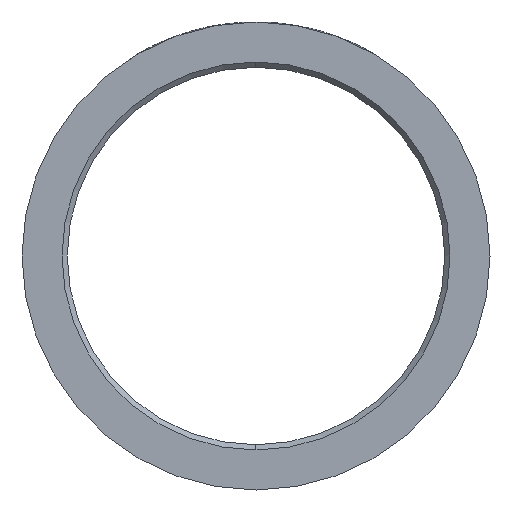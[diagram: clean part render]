
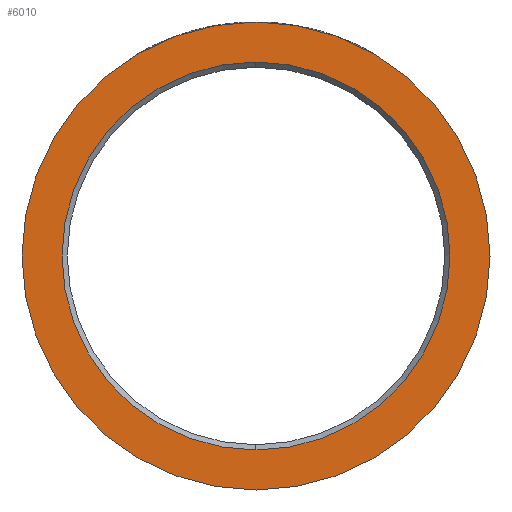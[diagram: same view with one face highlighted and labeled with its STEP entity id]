
A CAD part, left-side view. The second image highlights one B-rep face of the part: STEP entity #6010.
In plain terms, the highlighted planar face has unit normal (-1, 0, 0).
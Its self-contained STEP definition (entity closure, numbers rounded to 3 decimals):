
#213 = AXIS2_PLACEMENT_3D ( 'NONE', #15547, #15674, #10487 ) ;
#806 = CARTESIAN_POINT ( 'NONE',  ( -70., 0., 0. ) ) ;
#1143 = CIRCLE ( 'NONE', #213, 13.45 ) ;
#1156 = CIRCLE ( 'NONE', #3823, 11.15 ) ;
#1197 = DIRECTION ( 'NONE',  ( 0., 0., 1. ) ) ;
#1252 = CARTESIAN_POINT ( 'NONE',  ( -70., 0., 0. ) ) ;
#1695 = ORIENTED_EDGE ( 'NONE', *, *, #5738, .F. ) ;
#2535 = VERTEX_POINT ( 'NONE', #16082 ) ;
#3036 = EDGE_LOOP ( 'NONE', ( #11061, #15244 ) ) ;
#3616 = FACE_OUTER_BOUND ( 'NONE', #10961, .T. ) ;
#3823 = AXIS2_PLACEMENT_3D ( 'NONE', #1252, #9150, #1197 ) ;
#4153 = DIRECTION ( 'NONE',  ( 1., 0., 0. ) ) ;
#5624 = AXIS2_PLACEMENT_3D ( 'NONE', #10592, #4153, #16436 ) ;
#5735 = CARTESIAN_POINT ( 'NONE',  ( -70., 0., 13.45 ) ) ;
#5738 = EDGE_CURVE ( 'NONE', #14432, #2535, #6463, .T. ) ;
#6010 = ADVANCED_FACE ( 'NONE', ( #12733, #3616 ), #16678, .T. ) ;
#6463 = CIRCLE ( 'NONE', #13912, 13.45 ) ;
#7372 = CARTESIAN_POINT ( 'NONE',  ( -70., 13.45, 0. ) ) ;
#8251 = VERTEX_POINT ( 'NONE', #9498 ) ;
#8491 = CIRCLE ( 'NONE', #5624, 11.15 ) ;
#8814 = DIRECTION ( 'NONE',  ( 0., 0., -1. ) ) ;
#9150 = DIRECTION ( 'NONE',  ( 1., 0., 0. ) ) ;
#9297 = ORIENTED_EDGE ( 'NONE', *, *, #14636, .F. ) ;
#9498 = CARTESIAN_POINT ( 'NONE',  ( -70., 0., -11.15 ) ) ;
#10487 = DIRECTION ( 'NONE',  ( 0., 0., -1. ) ) ;
#10592 = CARTESIAN_POINT ( 'NONE',  ( -70., 0., 0. ) ) ;
#10899 = EDGE_CURVE ( 'NONE', #15414, #8251, #1156, .T. ) ;
#10904 = CARTESIAN_POINT ( 'NONE',  ( -70., 0., 11.15 ) ) ;
#10961 = EDGE_LOOP ( 'NONE', ( #9297, #1695 ) ) ;
#11061 = ORIENTED_EDGE ( 'NONE', *, *, #10899, .T. ) ;
#12698 = DIRECTION ( 'NONE',  ( -1., 0., 0. ) ) ;
#12733 = FACE_BOUND ( 'NONE', #3036, .T. ) ;
#13570 = EDGE_CURVE ( 'NONE', #8251, #15414, #8491, .T. ) ;
#13912 = AXIS2_PLACEMENT_3D ( 'NONE', #806, #15507, #8814 ) ;
#14432 = VERTEX_POINT ( 'NONE', #5735 ) ;
#14636 = EDGE_CURVE ( 'NONE', #2535, #14432, #1143, .T. ) ;
#15244 = ORIENTED_EDGE ( 'NONE', *, *, #13570, .T. ) ;
#15403 = DIRECTION ( 'NONE',  ( 0., 0., 1. ) ) ;
#15414 = VERTEX_POINT ( 'NONE', #10904 ) ;
#15507 = DIRECTION ( 'NONE',  ( 1., 0., 0. ) ) ;
#15547 = CARTESIAN_POINT ( 'NONE',  ( -70., 0., 0. ) ) ;
#15674 = DIRECTION ( 'NONE',  ( 1., 0., 0. ) ) ;
#16082 = CARTESIAN_POINT ( 'NONE',  ( -70., 0., -13.45 ) ) ;
#16436 = DIRECTION ( 'NONE',  ( 0., 0., 1. ) ) ;
#16678 = PLANE ( 'NONE',  #16765 ) ;
#16765 = AXIS2_PLACEMENT_3D ( 'NONE', #7372, #12698, #15403 ) ;
